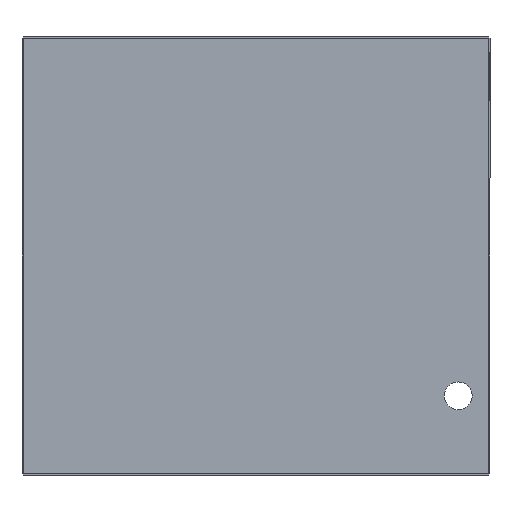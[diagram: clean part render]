
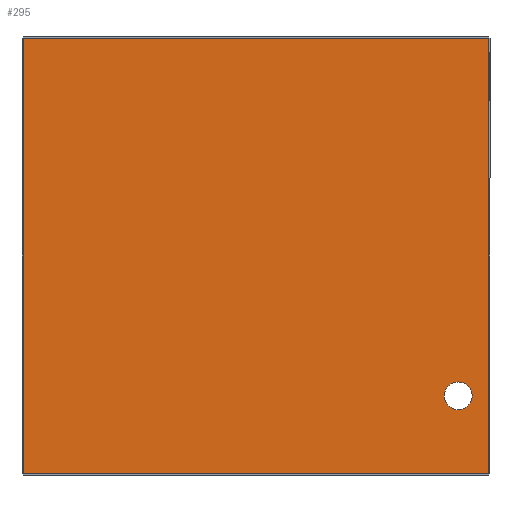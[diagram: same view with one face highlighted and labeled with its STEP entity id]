
A CAD part, front view. The second image highlights one B-rep face of the part: STEP entity #295.
In plain terms, the highlighted planar face has unit normal (0, -1, 0).
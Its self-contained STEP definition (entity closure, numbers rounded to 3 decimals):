
#49=CARTESIAN_POINT('',(255.0,0.0,-158.75));
#50=VERTEX_POINT('',#49);
#51=CARTESIAN_POINT('',(255.0,0.0,-193.75));
#52=VERTEX_POINT('',#51);
#53=CARTESIAN_POINT('',(255.0,0.0,-176.25));
#54=DIRECTION('',(0.0,-1.0,0.0));
#55=DIRECTION('',(0.0,0.0,-1.0));
#56=AXIS2_PLACEMENT_3D('',#53,#54,#55);
#57=CIRCLE('',#56,17.5);
#58=EDGE_CURVE('',#50,#52,#57,.T.);
#246=CARTESIAN_POINT('',(-295.0,0.0,276.25));
#247=DIRECTION('',(0.0,-1.0,0.0));
#248=DIRECTION('',(0.0,0.0,-1.0));
#249=AXIS2_PLACEMENT_3D('',#246,#247,#248);
#250=PLANE('',#249);
#251=CARTESIAN_POINT('',(-292.763,0.,274.013));
#252=VERTEX_POINT('',#251);
#253=CARTESIAN_POINT('',(292.763,0.,274.013));
#254=VERTEX_POINT('',#253);
#255=CARTESIAN_POINT('',(-292.763,0.,274.013));
#256=DIRECTION('',(1.0,0.0,0.0));
#257=VECTOR('',#256,585.527);
#258=LINE('',#255,#257);
#259=EDGE_CURVE('',#252,#254,#258,.T.);
#260=ORIENTED_EDGE('',*,*,#259,.F.);
#261=CARTESIAN_POINT('',(-292.763,0.,-274.013));
#262=VERTEX_POINT('',#261);
#263=CARTESIAN_POINT('',(-292.763,0.,-274.013));
#264=DIRECTION('',(0.0,0.0,1.0));
#265=VECTOR('',#264,548.027);
#266=LINE('',#263,#265);
#267=EDGE_CURVE('',#262,#252,#266,.T.);
#268=ORIENTED_EDGE('',*,*,#267,.F.);
#269=CARTESIAN_POINT('',(292.763,0.,-274.013));
#270=VERTEX_POINT('',#269);
#271=CARTESIAN_POINT('',(292.763,0.,-274.013));
#272=DIRECTION('',(-1.0,0.0,0.0));
#273=VECTOR('',#272,585.527);
#274=LINE('',#271,#273);
#275=EDGE_CURVE('',#270,#262,#274,.T.);
#276=ORIENTED_EDGE('',*,*,#275,.F.);
#277=CARTESIAN_POINT('',(292.763,0.,274.013));
#278=DIRECTION('',(0.0,0.0,-1.0));
#279=VECTOR('',#278,548.027);
#280=LINE('',#277,#279);
#281=EDGE_CURVE('',#254,#270,#280,.T.);
#282=ORIENTED_EDGE('',*,*,#281,.F.);
#283=EDGE_LOOP('',(#260,#268,#276,#282));
#284=FACE_OUTER_BOUND('',#283,.T.);
#285=ORIENTED_EDGE('',*,*,#58,.F.);
#286=CARTESIAN_POINT('',(255.0,0.0,-176.25));
#287=DIRECTION('',(0.0,-1.0,0.0));
#288=DIRECTION('',(0.0,0.0,-1.0));
#289=AXIS2_PLACEMENT_3D('',#286,#287,#288);
#290=CIRCLE('',#289,17.5);
#291=EDGE_CURVE('',#52,#50,#290,.T.);
#292=ORIENTED_EDGE('',*,*,#291,.F.);
#293=EDGE_LOOP('',(#285,#292));
#294=FACE_BOUND('',#293,.T.);
#295=ADVANCED_FACE('',(#284,#294),#250,.T.);
